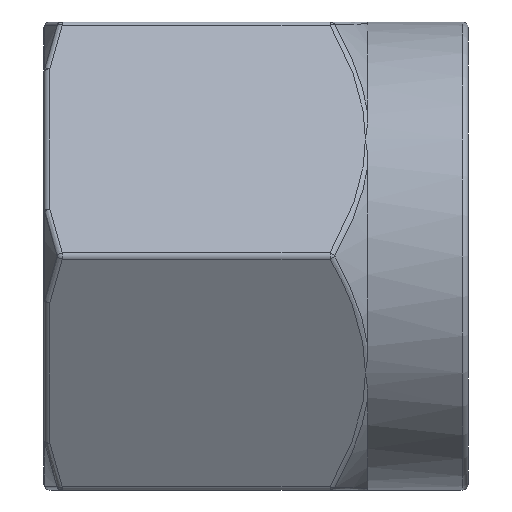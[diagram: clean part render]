
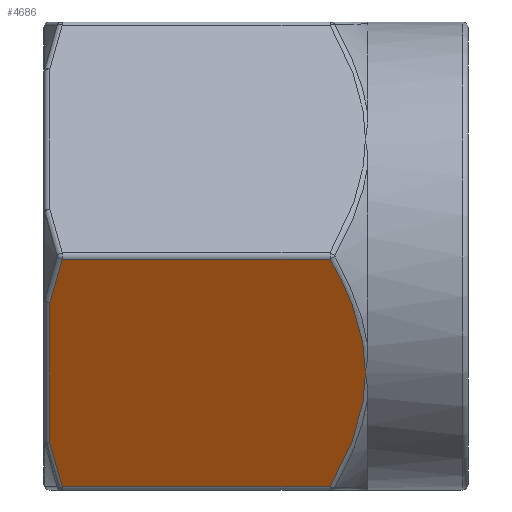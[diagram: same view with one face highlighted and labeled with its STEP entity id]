
A CAD part, front view. The second image highlights one B-rep face of the part: STEP entity #4686.
In plain terms, the highlighted planar face has unit normal (0, -0.866, -0.5).
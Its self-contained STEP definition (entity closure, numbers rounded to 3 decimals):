
#1684=CARTESIAN_POINT('',(-4.132,-4.096,
-6.906));
#1685=CARTESIAN_POINT('',(-4.07,-4.157,
-6.799));
#1686=CARTESIAN_POINT('',(-3.953,-4.279,
-6.589));
#1687=CARTESIAN_POINT('',(-3.794,-4.457,
-6.281));
#1688=CARTESIAN_POINT('',(-3.657,-4.625,
-5.989));
#1689=CARTESIAN_POINT('',(-3.541,-4.782,
-5.717));
#1690=CARTESIAN_POINT('',(-3.442,-4.931,
-5.459));
#1691=CARTESIAN_POINT('',(-3.353,-5.08,
-5.201));
#1692=CARTESIAN_POINT('',(-3.273,-5.236,
-4.932));
#1693=CARTESIAN_POINT('',(-3.207,-5.389,
-4.666));
#1694=CARTESIAN_POINT('',(-3.159,-5.528,
-4.425));
#1695=CARTESIAN_POINT('',(-3.126,-5.65,
-4.214));
#1696=CARTESIAN_POINT('',(-3.104,-5.758,
-4.027));
#1697=CARTESIAN_POINT('',(-3.089,-5.857,
-3.855));
#1698=CARTESIAN_POINT('',(-3.08,-5.954,
-3.688));
#1699=CARTESIAN_POINT('',(-3.078,-6.025,
-3.564));
#1700=CARTESIAN_POINT('',(-3.078,-6.062,
-3.5));
#1702=DIRECTION('',(-1.,0.,0.));
#1703=VECTOR('',#1702,8.013);
#1704=CARTESIAN_POINT('',(-4.132,-4.096,
-6.906));
#1705=LINE('',#1704,#1703);
#1706=CARTESIAN_POINT('',(-12.512,-4.852,
-5.596));
#1707=CARTESIAN_POINT('',(-12.484,-4.778,
-5.724));
#1708=CARTESIAN_POINT('',(-12.42,-4.623,
-5.992));
#1709=CARTESIAN_POINT('',(-12.291,-4.357,
-6.454));
#1710=CARTESIAN_POINT('',(-12.196,-4.184,
-6.754));
#1711=CARTESIAN_POINT('',(-12.145,-4.096,
-6.906));
#1713=DIRECTION('',(0.,-0.5,0.866));
#1714=VECTOR('',#1713,4.841);
#1715=CARTESIAN_POINT('',(-12.512,-4.852,
-5.596));
#1716=LINE('',#1715,#1714);
#1717=CARTESIAN_POINT('',(-12.145,-8.029,
-0.094));
#1718=CARTESIAN_POINT('',(-12.177,-7.973,
-0.19));
#1719=CARTESIAN_POINT('',(-12.237,-7.866,
-0.375));
#1720=CARTESIAN_POINT('',(-12.311,-7.723,
-0.623));
#1721=CARTESIAN_POINT('',(-12.375,-7.593,
-0.848));
#1722=CARTESIAN_POINT('',(-12.429,-7.475,
-1.053));
#1723=CARTESIAN_POINT('',(-12.474,-7.369,
-1.237));
#1724=CARTESIAN_POINT('',(-12.501,-7.303,
-1.35));
#1725=CARTESIAN_POINT('',(-12.512,-7.272,
-1.404));
#1727=DIRECTION('',(-1.,0.,0.));
#1728=VECTOR('',#1727,8.013);
#1729=CARTESIAN_POINT('',(-4.132,-8.029,
-0.094));
#1730=LINE('',#1729,#1728);
#1731=CARTESIAN_POINT('',(-3.078,-6.062,
-3.5));
#1732=CARTESIAN_POINT('',(-3.078,-6.108,
-3.421));
#1733=CARTESIAN_POINT('',(-3.081,-6.204,
-3.254));
#1734=CARTESIAN_POINT('',(-3.101,-6.362,
-2.981));
#1735=CARTESIAN_POINT('',(-3.14,-6.535,
-2.68));
#1736=CARTESIAN_POINT('',(-3.203,-6.728,
-2.346));
#1737=CARTESIAN_POINT('',(-3.298,-6.944,
-1.973));
#1738=CARTESIAN_POINT('',(-3.43,-7.179,
-1.565));
#1739=CARTESIAN_POINT('',(-3.594,-7.42,
-1.149));
#1740=CARTESIAN_POINT('',(-3.777,-7.649,
-0.752));
#1741=CARTESIAN_POINT('',(-3.951,-7.844,
-0.413));
#1742=CARTESIAN_POINT('',(-4.072,-7.969,
-0.197));
#1743=CARTESIAN_POINT('',(-4.132,-8.029,
-0.094));
#2613=VERTEX_POINT('',#1684);
#2614=VERTEX_POINT('',#1700);
#2684=CARTESIAN_POINT('',(-12.145,-4.096,
-6.906));
#2685=VERTEX_POINT('',#2684);
#2688=VERTEX_POINT('',#1706);
#2694=CARTESIAN_POINT('',(-12.512,-7.272,
-1.404));
#2695=VERTEX_POINT('',#2694);
#2699=VERTEX_POINT('',#1743);
#2703=CARTESIAN_POINT('',(-12.145,-8.029,
-0.094));
#2704=VERTEX_POINT('',#2703);
#4667=CARTESIAN_POINT('',(0.,-8.083,0.));
#4668=DIRECTION('',(0.,-0.866,-0.5));
#4669=DIRECTION('',(0.,0.5,-0.866));
#4670=AXIS2_PLACEMENT_3D('',#4667,#4668,#4669);
#4671=PLANE('',#4670);
#4672=ORIENTED_EDGE('',*,*,#4481,.F.);
#4674=ORIENTED_EDGE('',*,*,#4673,.T.);
#4676=ORIENTED_EDGE('',*,*,#4675,.F.);
#4678=ORIENTED_EDGE('',*,*,#4677,.T.);
#4680=ORIENTED_EDGE('',*,*,#4679,.F.);
#4682=ORIENTED_EDGE('',*,*,#4681,.F.);
#4683=ORIENTED_EDGE('',*,*,#4657,.F.);
#4684=EDGE_LOOP('',(#4672,#4674,#4676,#4678,#4680,#4682,#4683));
#4685=FACE_OUTER_BOUND('',#4684,.F.);
#1701=B_SPLINE_CURVE_WITH_KNOTS('',3,(#1684,#1685,#1686,#1687,#1688,#1689,#1690,
#1691,#1692,#1693,#1694,#1695,#1696,#1697,#1698,#1699,#1700),.UNSPECIFIED.,.F.,
.F.,(4,1,1,1,1,1,1,1,1,1,1,1,1,1,4),(0.,0.071,0.143,
0.214,0.286,0.357,0.429,0.5,
0.571,0.643,0.714,0.786,
0.857,0.929,1.),.UNSPECIFIED.);
#1712=B_SPLINE_CURVE_WITH_KNOTS('',3,(#1706,#1707,#1708,#1709,#1710,#1711),
.UNSPECIFIED.,.F.,.F.,(4,1,1,4),(0.,0.333,0.667,1.),
.UNSPECIFIED.);
#1726=B_SPLINE_CURVE_WITH_KNOTS('',3,(#1717,#1718,#1719,#1720,#1721,#1722,#1723,
#1724,#1725),.UNSPECIFIED.,.F.,.F.,(4,1,1,1,1,1,4),(0.,0.167,
0.333,0.5,0.667,0.833,1.),
.UNSPECIFIED.);
#1744=B_SPLINE_CURVE_WITH_KNOTS('',3,(#1731,#1732,#1733,#1734,#1735,#1736,#1737,
#1738,#1739,#1740,#1741,#1742,#1743),.UNSPECIFIED.,.F.,.F.,(4,1,1,1,1,1,1,1,1,1,
4),(0.,0.1,0.2,0.3,0.4,0.5,0.6,0.7,0.8,0.9,1.),
.UNSPECIFIED.);
#4481=EDGE_CURVE('',#2613,#2614,#1701,.T.);
#4657=EDGE_CURVE('',#2614,#2699,#1744,.T.);
#4673=EDGE_CURVE('',#2613,#2685,#1705,.T.);
#4675=EDGE_CURVE('',#2688,#2685,#1712,.T.);
#4677=EDGE_CURVE('',#2688,#2695,#1716,.T.);
#4679=EDGE_CURVE('',#2704,#2695,#1726,.T.);
#4681=EDGE_CURVE('',#2699,#2704,#1730,.T.);
#4686=ADVANCED_FACE('',(#4685),#4671,.T.);
